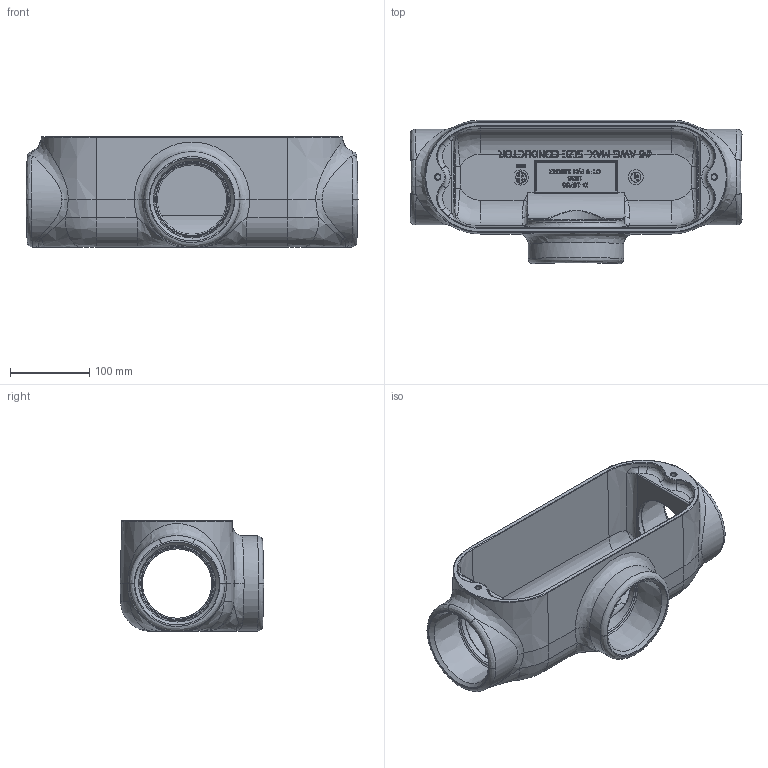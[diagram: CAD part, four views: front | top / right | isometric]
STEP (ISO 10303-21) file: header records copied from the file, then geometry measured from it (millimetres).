
FILE_DESCRIPTION(/* description */ ('OT-9'),/* implementation_level */ '2;1');
FILE_NAME(/* name */ 'KIL_OT-9.stp',/* time_stamp */ '2019-12-26T12:39:27+05:00',/* author */ ('mashraf'),/* organization */ (''),/* preprocessor_version */ 'ST-DEVELOPER v16.13',/* originating_system */ 'Autodesk Inventor 2018',/* authorisation */ '');
FILE_SCHEMA (('AUTOMOTIVE_DESIGN { 1 0 10303 214 3 1 1 }'));
Products named in the file (1): 10756-1
Bounding box: 419.1 x 181.47 x 139.7 mm (x, y, z)
Volume: 1812318.1 mm3; surface area: 355547.1 mm2
Topology: 1 solids, 1 shells, 1383 faces, 3731 edges, 2423 vertices
Faces by surface type: plane 709, bspline 547, cylinder 79, torus 20, cone 20, sphere 8
Full cylindrical faces by diameter (mm): 12.751 x1, 19.101 x1, 87.579 x3, 120.65 x1
Entity records: 50502 total; most frequent: CARTESIAN_POINT 19232, ORIENTED_EDGE 7380, DIRECTION 4768, EDGE_CURVE 3690, VERTEX_POINT 2420, LINE 2270, VECTOR 2270, EDGE_LOOP 1500
